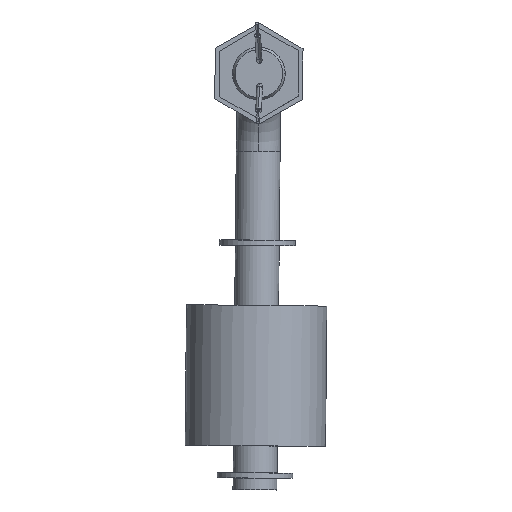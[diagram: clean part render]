
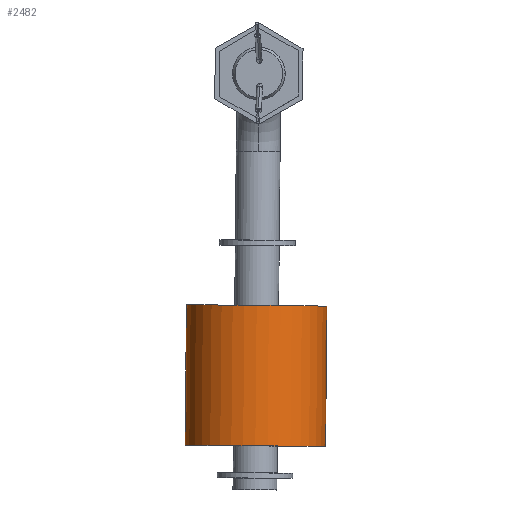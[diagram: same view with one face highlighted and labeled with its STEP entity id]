
A CAD part, top view. The second image highlights one B-rep face of the part: STEP entity #2482.
In plain terms, the highlighted cylindrical face has radius 12.7 mm (diameter 25.4 mm), a partial arc.
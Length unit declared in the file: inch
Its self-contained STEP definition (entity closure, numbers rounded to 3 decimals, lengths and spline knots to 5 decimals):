
#29 = DIRECTION ( 'NONE',  ( -0.01, -1., 0. ) ) ;
#268 = CARTESIAN_POINT ( 'NONE',  ( -0.02546, -2.64738, -2.06 ) ) ;
#370 = EDGE_CURVE ( 'NONE', #1412, #1197, #2475, .T. ) ;
#378 = CARTESIAN_POINT ( 'NONE',  ( -0.52544, -2.64257, -2.06 ) ) ;
#417 = CIRCLE ( 'NONE', #2891, 0.5 ) ;
#434 = CYLINDRICAL_SURFACE ( 'NONE', #3370, 0.5 ) ;
#519 = LINE ( 'NONE', #1096, #567 ) ;
#525 = FACE_OUTER_BOUND ( 'NONE', #1812, .T. ) ;
#532 = EDGE_CURVE ( 'NONE', #1197, #1193, #1990, .T. ) ;
#560 = CARTESIAN_POINT ( 'NONE',  ( 0.48413, -1.65223, -2.06 ) ) ;
#567 = VECTOR ( 'NONE', #3704, 39.37008 ) ;
#600 = DIRECTION ( 'NONE',  ( 1., -0.01, 0. ) ) ;
#641 = ORIENTED_EDGE ( 'NONE', *, *, #1387, .T. ) ;
#646 = ORIENTED_EDGE ( 'NONE', *, *, #1308, .T. ) ;
#1051 = CARTESIAN_POINT ( 'NONE',  ( 0.47452, -2.65219, -2.06 ) ) ;
#1096 = CARTESIAN_POINT ( 'NONE',  ( -0.51582, -1.64262, -2.06 ) ) ;
#1193 = VERTEX_POINT ( 'NONE', #378 ) ;
#1197 = VERTEX_POINT ( 'NONE', #1051 ) ;
#1288 = VERTEX_POINT ( 'NONE', #1323 ) ;
#1308 = EDGE_CURVE ( 'NONE', #1288, #1193, #519, .T. ) ;
#1323 = CARTESIAN_POINT ( 'NONE',  ( -0.51582, -1.64262, -2.06 ) ) ;
#1387 = EDGE_CURVE ( 'NONE', #1412, #1288, #417, .T. ) ;
#1393 = CARTESIAN_POINT ( 'NONE',  ( -0.01584, -1.64743, -2.06 ) ) ;
#1412 = VERTEX_POINT ( 'NONE', #3406 ) ;
#1619 = ORIENTED_EDGE ( 'NONE', *, *, #370, .F. ) ;
#1625 = ORIENTED_EDGE ( 'NONE', *, *, #532, .F. ) ;
#1812 = EDGE_LOOP ( 'NONE', ( #641, #646, #1625, #1619 ) ) ;
#1990 = CIRCLE ( 'NONE', #2514, 0.5 ) ;
#2085 = CARTESIAN_POINT ( 'NONE',  ( -0.01584, -1.64743, -2.06 ) ) ;
#2422 = DIRECTION ( 'NONE',  ( 1., -0.01, 0. ) ) ;
#2475 = LINE ( 'NONE', #560, #2478 ) ;
#2478 = VECTOR ( 'NONE', #3290, 39.37008 ) ;
#2482 = ADVANCED_FACE ( 'NONE', ( #525 ), #434, .T. ) ;
#2514 = AXIS2_PLACEMENT_3D ( 'NONE', #268, #2671, #600 ) ;
#2671 = DIRECTION ( 'NONE',  ( -0.01, -1., 0. ) ) ;
#2891 = AXIS2_PLACEMENT_3D ( 'NONE', #2085, #29, #2422 ) ;
#3290 = DIRECTION ( 'NONE',  ( -0.01, -1., 0. ) ) ;
#3370 = AXIS2_PLACEMENT_3D ( 'NONE', #1393, #4088, #3432 ) ;
#3406 = CARTESIAN_POINT ( 'NONE',  ( 0.48413, -1.65223, -2.06 ) ) ;
#3432 = DIRECTION ( 'NONE',  ( 1., -0.01, 0. ) ) ;
#3704 = DIRECTION ( 'NONE',  ( -0.01, -1., 0. ) ) ;
#4088 = DIRECTION ( 'NONE',  ( -0.01, -1., 0. ) ) ;
